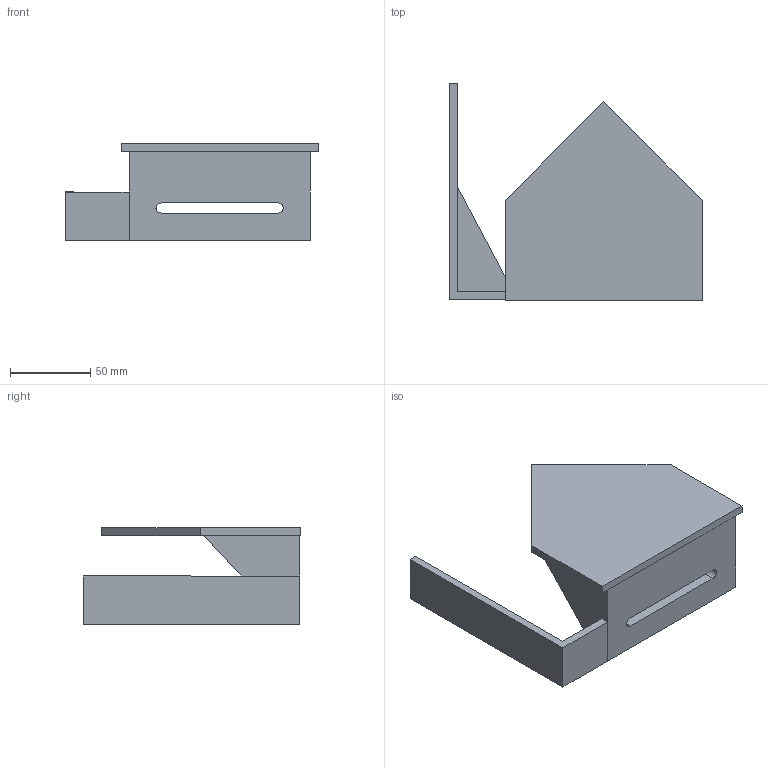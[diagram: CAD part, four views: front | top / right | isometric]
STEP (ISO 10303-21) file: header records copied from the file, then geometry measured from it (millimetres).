
FILE_DESCRIPTION(/* description */ (''),/* implementation_level */ '2;1');
FILE_NAME(/* name */ 'Mounting_ID6_ASM.stp',/* time_stamp */ '2024-09-30T14:15:28+02:00',/* author */ ('ppovolni'),/* organization */ (''),/* preprocessor_version */ 'ST-DEVELOPER v18.1',/* originating_system */ 'Autodesk Inventor 2022',/* authorisation */ '');
FILE_SCHEMA (('AUTOMOTIVE_DESIGN { 1 0 10303 214 3 1 1 }'));
Length unit declared in the file: millimetre
Products named in the file (3): Mounting_ID6_ASM; Halterung_ID6; Mounting_ID6_Support
Assembly tree (2 placements, depth 2):
  Mounting_ID6_ASM
    Halterung_ID6
    Mounting_ID6_Support
Bounding box: 157.62 x 135.6 x 60 mm (x, y, z)
Volume: 150845.4 mm3; surface area: 58533.2 mm2
Topology: 2 solids, 2 shells, 30 faces, 72 edges, 48 vertices
Faces by surface type: plane 28, cylinder 2
Entity records: 978 total; most frequent: CARTESIAN_POINT 155, DIRECTION 146, ORIENTED_EDGE 144, EDGE_CURVE 72, LINE 68, VECTOR 68, VERTEX_POINT 47, AXIS2_PLACEMENT_3D 39
